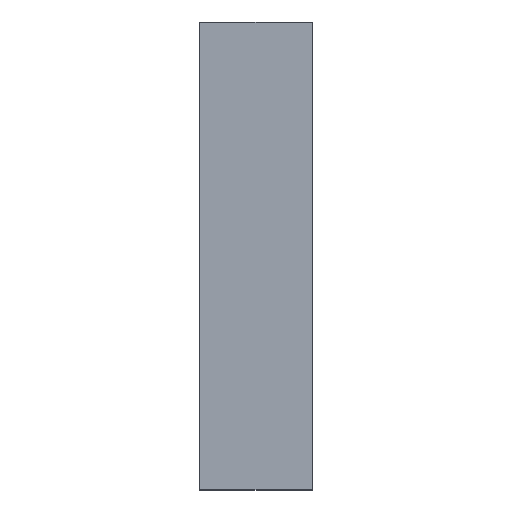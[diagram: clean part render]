
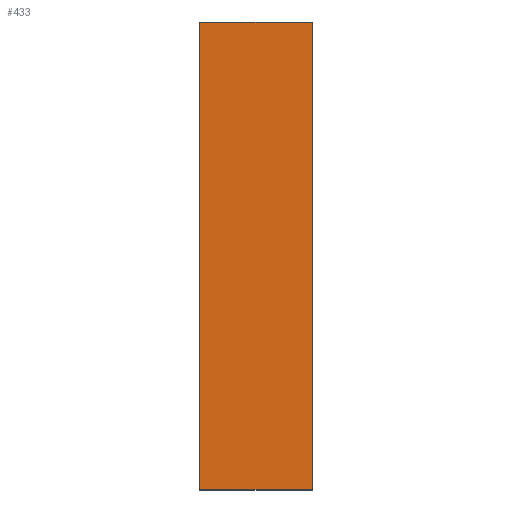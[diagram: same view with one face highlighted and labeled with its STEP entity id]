
A CAD part, top view. The second image highlights one B-rep face of the part: STEP entity #433.
In plain terms, the highlighted planar face has unit normal (0, 0, 1).
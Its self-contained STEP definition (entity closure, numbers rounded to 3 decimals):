
#33=FACE_OUTER_BOUND('',#55,.T.);
#55=EDGE_LOOP('',(#377,#378,#379,#380));
#106=LINE('',#663,#165);
#113=LINE('',#678,#172);
#114=LINE('',#680,#173);
#115=LINE('',#681,#174);
#165=VECTOR('',#538,10.);
#172=VECTOR('',#555,10.);
#173=VECTOR('',#556,10.);
#174=VECTOR('',#557,10.);
#210=VERTEX_POINT('',#660);
#211=VERTEX_POINT('',#662);
#214=VERTEX_POINT('',#677);
#215=VERTEX_POINT('',#679);
#263=EDGE_CURVE('',#210,#211,#106,.T.);
#270=EDGE_CURVE('',#210,#214,#113,.T.);
#271=EDGE_CURVE('',#214,#215,#114,.T.);
#272=EDGE_CURVE('',#215,#211,#115,.T.);
#377=ORIENTED_EDGE('',*,*,#263,.F.);
#378=ORIENTED_EDGE('',*,*,#270,.T.);
#379=ORIENTED_EDGE('',*,*,#271,.T.);
#380=ORIENTED_EDGE('',*,*,#272,.T.);
#411=PLANE('',#457);
#433=ADVANCED_FACE('',(#33),#411,.T.);
#457=AXIS2_PLACEMENT_3D('',#676,#553,#554);
#538=DIRECTION('',(0.,-1.,0.));
#553=DIRECTION('center_axis',(0.,0.,1.));
#554=DIRECTION('ref_axis',(1.,0.,0.));
#555=DIRECTION('',(-1.,0.,0.));
#556=DIRECTION('',(0.,-1.,0.));
#557=DIRECTION('',(1.,0.,0.));
#660=CARTESIAN_POINT('',(53.,220.,51.));
#662=CARTESIAN_POINT('',(53.,0.,51.));
#663=CARTESIAN_POINT('',(53.,130.,51.));
#676=CARTESIAN_POINT('Origin',(230.,150.,51.));
#677=CARTESIAN_POINT('',(0.,220.,51.));
#678=CARTESIAN_POINT('',(207.5,220.,51.));
#679=CARTESIAN_POINT('',(0.,0.,51.));
#680=CARTESIAN_POINT('',(0.,235.,51.));
#681=CARTESIAN_POINT('',(80.,0.,51.));
